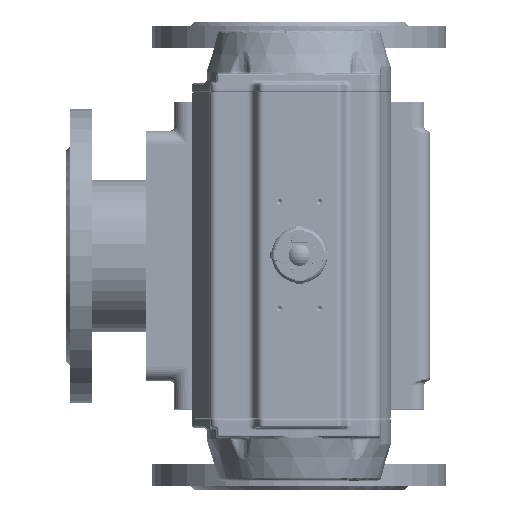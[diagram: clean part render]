
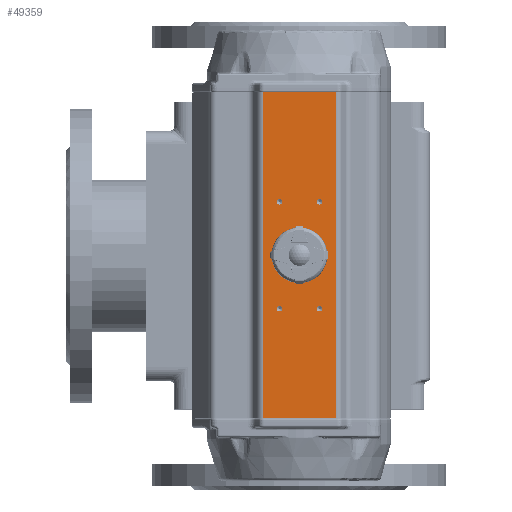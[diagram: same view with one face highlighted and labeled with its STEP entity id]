
A CAD part, top view. The second image highlights one B-rep face of the part: STEP entity #49359.
In plain terms, the highlighted face is planar.
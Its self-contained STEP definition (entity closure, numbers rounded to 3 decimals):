
#1444=PLANE('',#53280);
#3171=LINE('',#82231,#6181);
#3172=LINE('',#82243,#6182);
#3173=LINE('',#82245,#6183);
#3174=LINE('',#82247,#6184);
#6181=VECTOR('',#60390,1000.);
#6182=VECTOR('',#60403,1000.);
#6183=VECTOR('',#60404,1000.);
#6184=VECTOR('',#60405,1000.);
#15448=ORIENTED_EDGE('',*,*,#28469,.T.);
#15449=ORIENTED_EDGE('',*,*,#28470,.T.);
#15450=ORIENTED_EDGE('',*,*,#28471,.T.);
#15451=ORIENTED_EDGE('',*,*,#28472,.T.);
#15452=ORIENTED_EDGE('',*,*,#28473,.T.);
#15453=ORIENTED_EDGE('',*,*,#28474,.F.);
#15454=ORIENTED_EDGE('',*,*,#28468,.T.);
#15455=ORIENTED_EDGE('',*,*,#28475,.T.);
#15456=ORIENTED_EDGE('',*,*,#28476,.F.);
#28468=EDGE_CURVE('',#35270,#35271,#3171,.T.);
#28469=EDGE_CURVE('',#35272,#35272,#39312,.T.);
#28470=EDGE_CURVE('',#35273,#35273,#39313,.T.);
#28471=EDGE_CURVE('',#35274,#35274,#39314,.T.);
#28472=EDGE_CURVE('',#35275,#35275,#39315,.T.);
#28473=EDGE_CURVE('',#35276,#35276,#39316,.T.);
#28474=EDGE_CURVE('',#35270,#35277,#3172,.T.);
#28475=EDGE_CURVE('',#35271,#35278,#3173,.T.);
#28476=EDGE_CURVE('',#35277,#35278,#3174,.T.);
#35270=VERTEX_POINT('',#82228);
#35271=VERTEX_POINT('',#82230);
#35272=VERTEX_POINT('',#82234);
#35273=VERTEX_POINT('',#82236);
#35274=VERTEX_POINT('',#82238);
#35275=VERTEX_POINT('',#82240);
#35276=VERTEX_POINT('',#82242);
#35277=VERTEX_POINT('',#82244);
#35278=VERTEX_POINT('',#82246);
#39312=CIRCLE('',#53281,20.5);
#39313=CIRCLE('',#53282,2.067);
#39314=CIRCLE('',#53283,2.067);
#39315=CIRCLE('',#53284,2.067);
#39316=CIRCLE('',#53285,2.067);
#41903=EDGE_LOOP('',(#15448));
#41904=EDGE_LOOP('',(#15449));
#41905=EDGE_LOOP('',(#15450));
#41906=EDGE_LOOP('',(#15451));
#41907=EDGE_LOOP('',(#15452));
#41908=EDGE_LOOP('',(#15453,#15454,#15455,#15456));
#45509=FACE_BOUND('',#41903,.T.);
#45510=FACE_BOUND('',#41904,.T.);
#45511=FACE_BOUND('',#41905,.T.);
#45512=FACE_BOUND('',#41906,.T.);
#45513=FACE_BOUND('',#41907,.T.);
#45514=FACE_BOUND('',#41908,.T.);
#49359=ADVANCED_FACE('',(#45509,#45510,#45511,#45512,#45513,#45514),#1444,
 .T.);
#53280=AXIS2_PLACEMENT_3D('',#82232,#60391,#60392);
#53281=AXIS2_PLACEMENT_3D('',#82233,#60393,#60394);
#53282=AXIS2_PLACEMENT_3D('',#82235,#60395,#60396);
#53283=AXIS2_PLACEMENT_3D('',#82237,#60397,#60398);
#53284=AXIS2_PLACEMENT_3D('',#82239,#60399,#60400);
#53285=AXIS2_PLACEMENT_3D('',#82241,#60401,#60402);
#60390=DIRECTION('',(0.,0.,-1.));
#60391=DIRECTION('',(0.,1.,0.));
#60392=DIRECTION('',(0.,0.,1.));
#60393=DIRECTION('',(0.,-1.,0.));
#60394=DIRECTION('',(0.,0.,1.));
#60395=DIRECTION('',(0.,-1.,0.));
#60396=DIRECTION('',(0.,0.,1.));
#60397=DIRECTION('',(0.,-1.,0.));
#60398=DIRECTION('',(0.,0.,1.));
#60399=DIRECTION('',(0.,-1.,0.));
#60400=DIRECTION('',(0.,0.,1.));
#60401=DIRECTION('',(0.,-1.,0.));
#60402=DIRECTION('',(0.,0.,1.));
#60403=DIRECTION('',(-1.,0.,0.));
#60404=DIRECTION('',(-1.,0.,0.));
#60405=DIRECTION('',(0.,0.,-1.));
#82228=CARTESIAN_POINT('',(27.113,80.5,244.));
#82230=CARTESIAN_POINT('',(27.113,80.5,0.));
#82231=CARTESIAN_POINT('',(27.113,80.5,0.));
#82232=CARTESIAN_POINT('',(27.113,80.5,0.));
#82233=CARTESIAN_POINT('',(0.,80.5,122.));
#82234=CARTESIAN_POINT('',(0.,80.5,142.5));
#82235=CARTESIAN_POINT('',(15.,80.5,162.));
#82236=CARTESIAN_POINT('',(15.,80.5,164.067));
#82237=CARTESIAN_POINT('',(-15.,80.5,162.));
#82238=CARTESIAN_POINT('',(-15.,80.5,164.067));
#82239=CARTESIAN_POINT('',(-15.,80.5,82.));
#82240=CARTESIAN_POINT('',(-15.,80.5,84.067));
#82241=CARTESIAN_POINT('',(15.,80.5,82.));
#82242=CARTESIAN_POINT('',(15.,80.5,84.067));
#82243=CARTESIAN_POINT('',(8.442,80.5,244.));
#82244=CARTESIAN_POINT('',(-27.113,80.5,244.));
#82245=CARTESIAN_POINT('',(8.442,80.5,0.));
#82246=CARTESIAN_POINT('',(-27.113,80.5,0.));
#82247=CARTESIAN_POINT('',(-27.113,80.5,0.));
